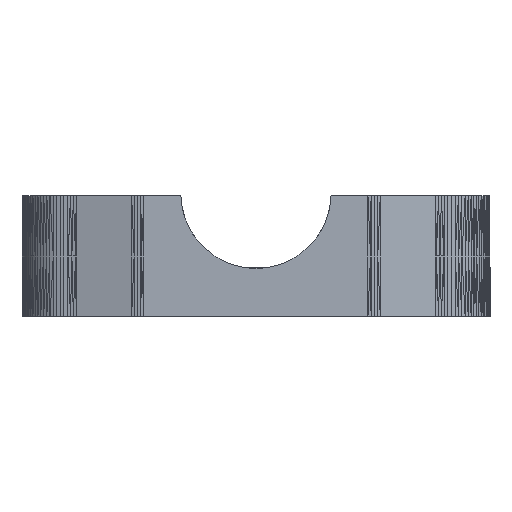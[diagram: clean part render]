
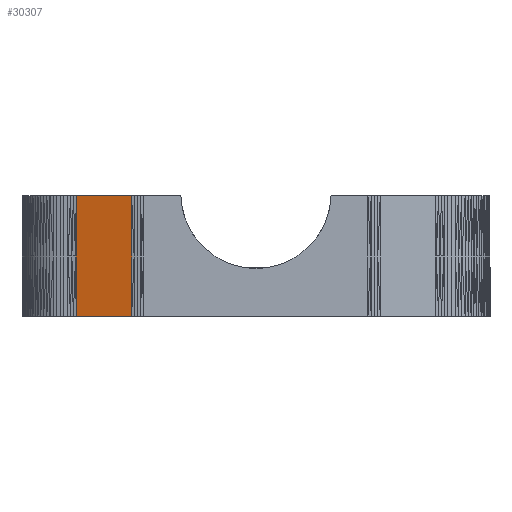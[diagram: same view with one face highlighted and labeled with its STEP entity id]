
A CAD part, front view. The second image highlights one B-rep face of the part: STEP entity #30307.
In plain terms, the highlighted planar face has unit normal (-0.251, -0.968, 0).
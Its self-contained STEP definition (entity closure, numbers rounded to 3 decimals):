
#447=FACE_OUTER_BOUND('',#2415,.T.);
#2415=EDGE_LOOP('',(#20719,#20720,#20721,#20722));
#4905=LINE('',#43951,#9223);
#4906=LINE('',#43953,#9224);
#4907=LINE('',#43955,#9225);
#4908=LINE('',#43956,#9226);
#9223=VECTOR('',#35596,9.8);
#9224=VECTOR('',#35597,4.648);
#9225=VECTOR('',#35598,9.8);
#9226=VECTOR('',#35599,4.648);
#13123=VERTEX_POINT('',#43927);
#13131=VERTEX_POINT('',#43950);
#13132=VERTEX_POINT('',#43952);
#13133=VERTEX_POINT('',#43954);
#15895=EDGE_CURVE('',#13131,#13123,#4905,.T.);
#15896=EDGE_CURVE('',#13132,#13123,#4906,.T.);
#15897=EDGE_CURVE('',#13133,#13132,#4907,.T.);
#15898=EDGE_CURVE('',#13133,#13131,#4908,.T.);
#20719=ORIENTED_EDGE('',*,*,#15895,.T.);
#20720=ORIENTED_EDGE('',*,*,#15896,.F.);
#20721=ORIENTED_EDGE('',*,*,#15897,.F.);
#20722=ORIENTED_EDGE('',*,*,#15898,.T.);
#28339=PLANE('',#32278);
#30307=ADVANCED_FACE('',(#447),#28339,.T.);
#32278=AXIS2_PLACEMENT_3D('',#43949,#35594,#35595);
#35594=DIRECTION('center_axis',(-0.251,-0.968,0.));
#35595=DIRECTION('ref_axis',(0.,0.,-1.));
#35596=DIRECTION('',(0.,0.,1.));
#35597=DIRECTION('',(0.968,-0.251,0.));
#35598=DIRECTION('',(0.,0.,1.));
#35599=DIRECTION('',(0.968,-0.251,0.));
#43927=CARTESIAN_POINT('',(10.753,1.783,9.8));
#43949=CARTESIAN_POINT('Origin',(6.254,2.949,9.8));
#43950=CARTESIAN_POINT('',(10.753,1.783,0.));
#43951=CARTESIAN_POINT('',(10.753,1.783,0.));
#43952=CARTESIAN_POINT('',(6.254,2.949,9.8));
#43953=CARTESIAN_POINT('',(6.254,2.949,9.8));
#43954=CARTESIAN_POINT('',(6.254,2.949,0.));
#43955=CARTESIAN_POINT('',(6.254,2.949,0.));
#43956=CARTESIAN_POINT('',(6.254,2.949,0.));
